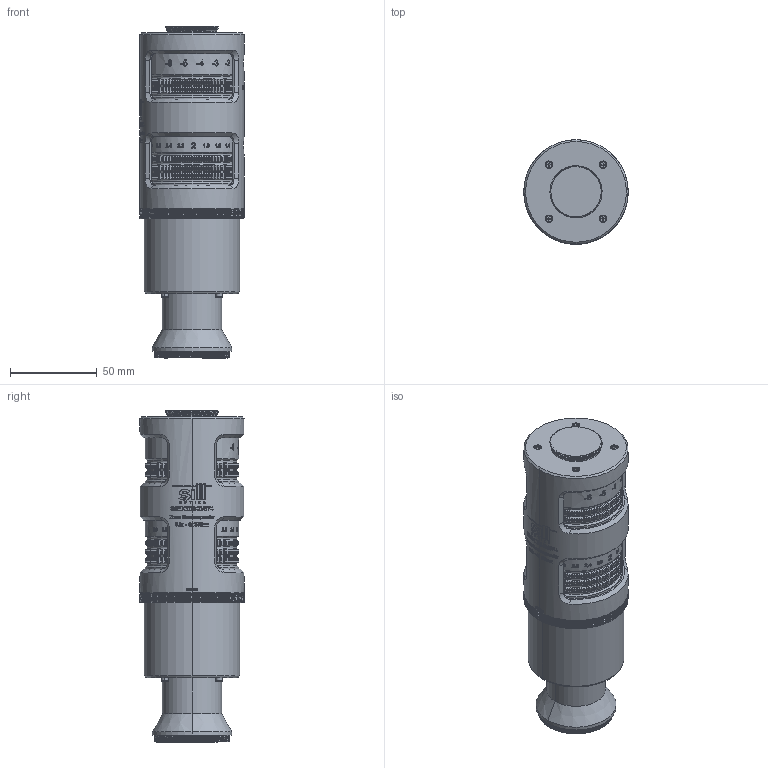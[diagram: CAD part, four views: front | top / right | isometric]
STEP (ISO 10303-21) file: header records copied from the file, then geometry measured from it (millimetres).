
FILE_DESCRIPTION (( 'STEP AP203' ), '1' );
FILE_NAME ('560001_02.STEP', '2020-06-30T09:30:34', ( '' ), ( '' ), 'SwSTEP 2.0', 'SolidWorks 2017', '' );
FILE_SCHEMA (( 'CONFIG_CONTROL_DESIGN' ));
Products named in the file (1): 560001_02
Bounding box: 60 x 60 x 191 mm (x, y, z)
Volume: 418998.5 mm3; surface area: 65741.3 mm2
Topology: 1 solids, 19 shells, 3347 faces, 10629 edges, 7509 vertices
Faces by surface type: plane 1940, cylinder 1226, cone 98, torus 58, bspline 25
Entity records: 146264 total; most frequent: CARTESIAN_POINT 57835, ORIENTED_EDGE 21198, DIRECTION 15219, EDGE_CURVE 10599, VERTEX_POINT 7509, AXIS2_PLACEMENT_3D 5853, B_SPLINE_CURVE_WITH_KNOTS 4485, EDGE_LOOP 3604
